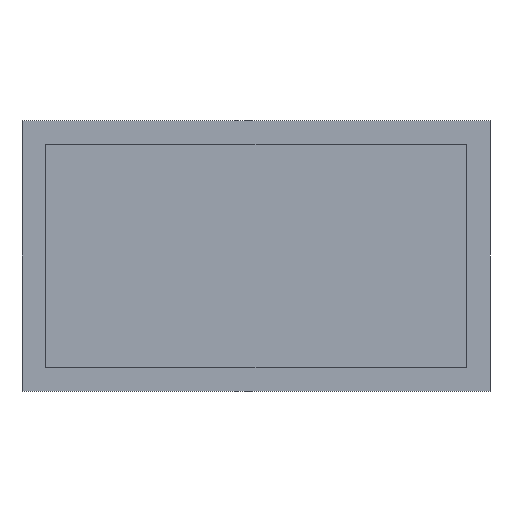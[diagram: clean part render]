
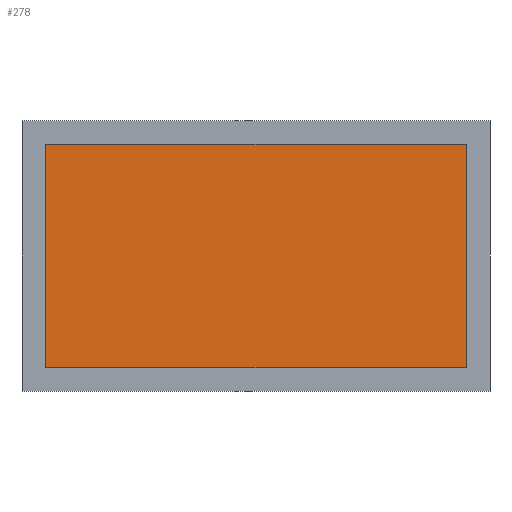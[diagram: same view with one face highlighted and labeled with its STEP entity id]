
A CAD part, left-side view. The second image highlights one B-rep face of the part: STEP entity #278.
In plain terms, the highlighted planar face has unit normal (-1, 0, 0).
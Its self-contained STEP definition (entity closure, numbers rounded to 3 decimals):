
#28=ORIENTED_EDGE('',*,*,#100,.F.);
#29=ORIENTED_EDGE('',*,*,#99,.F.);
#30=ORIENTED_EDGE('',*,*,#101,.T.);
#31=ORIENTED_EDGE('',*,*,#93,.T.);
#93=EDGE_CURVE('',#130,#128,#153,.T.);
#99=EDGE_CURVE('',#135,#133,#159,.T.);
#100=EDGE_CURVE('',#133,#128,#160,.T.);
#101=EDGE_CURVE('',#135,#130,#161,.T.);
#128=VERTEX_POINT('',#394);
#130=VERTEX_POINT('',#397);
#133=VERTEX_POINT('',#404);
#135=VERTEX_POINT('',#408);
#153=LINE('',#396,#189);
#159=LINE('',#409,#195);
#160=LINE('',#411,#196);
#161=LINE('',#412,#197);
#189=VECTOR('',#326,1000.);
#195=VECTOR('',#334,1000.);
#196=VECTOR('',#337,1000.);
#197=VECTOR('',#338,1000.);
#226=EDGE_LOOP('',(#28,#29,#30,#31));
#244=FACE_BOUND('',#226,.T.);
#262=PLANE('',#307);
#278=ADVANCED_FACE('',(#244),#262,.T.);
#307=AXIS2_PLACEMENT_3D('',#410,#335,#336);
#326=DIRECTION('',(0.,0.,1.));
#334=DIRECTION('',(0.,0.,1.));
#335=DIRECTION('',(-1.,0.,0.));
#336=DIRECTION('',(0.,0.,1.));
#337=DIRECTION('',(0.,-1.,0.));
#338=DIRECTION('',(0.,-1.,0.));
#394=CARTESIAN_POINT('',(-25.,-106.5,0.));
#396=CARTESIAN_POINT('',(-25.,-106.5,-113.));
#397=CARTESIAN_POINT('',(-25.,-106.5,-113.));
#404=CARTESIAN_POINT('',(-25.,106.5,0.));
#408=CARTESIAN_POINT('',(-25.,106.5,-113.));
#409=CARTESIAN_POINT('',(-25.,106.5,-113.));
#410=CARTESIAN_POINT('',(-25.,106.5,-113.));
#411=CARTESIAN_POINT('',(-25.,106.5,0.));
#412=CARTESIAN_POINT('',(-25.,106.5,-113.));
